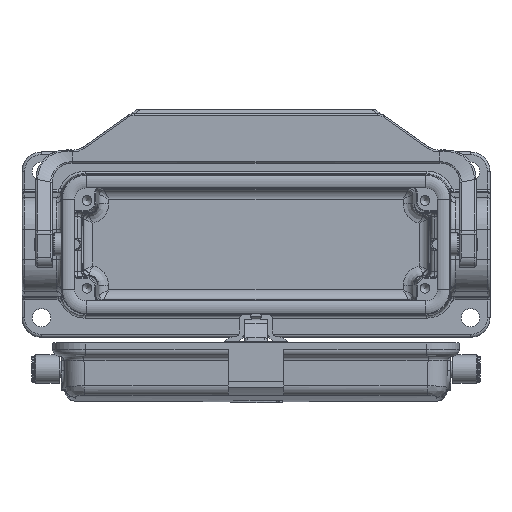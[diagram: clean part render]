
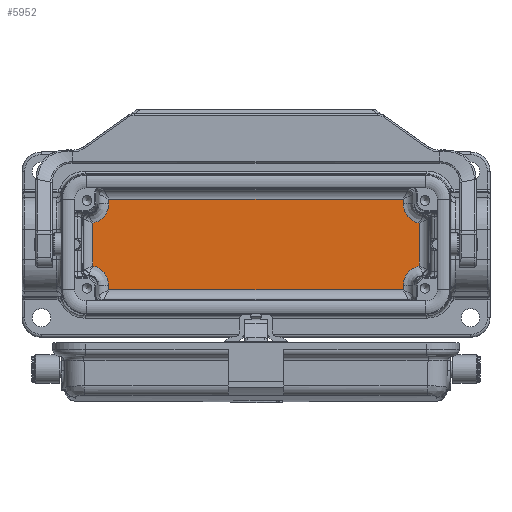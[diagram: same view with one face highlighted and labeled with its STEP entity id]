
A CAD part, top view. The second image highlights one B-rep face of the part: STEP entity #5952.
In plain terms, the highlighted planar face has unit normal (0, 0, 1).
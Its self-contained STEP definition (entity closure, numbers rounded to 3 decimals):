
#5461=ELLIPSE('',#27269,6.003,6.);
#5462=ELLIPSE('',#27270,6.003,6.);
#5463=ELLIPSE('',#27271,6.003,6.);
#5464=ELLIPSE('',#27272,6.003,6.);
#5952=ADVANCED_FACE('',(#7443),#7014,.F.);
#7014=PLANE('',#27273);
#7443=FACE_OUTER_BOUND('',#8413,.T.);
#8413=EDGE_LOOP('',(#10676,#10677,#10678,#10679,#10680,#10681,#10682,#10683,
#10684,#10685,#10686,#10687));
#10676=ORIENTED_EDGE('',*,*,#17576,.T.);
#10677=ORIENTED_EDGE('',*,*,#17577,.T.);
#10678=ORIENTED_EDGE('',*,*,#17578,.T.);
#10679=ORIENTED_EDGE('',*,*,#17579,.T.);
#10680=ORIENTED_EDGE('',*,*,#17580,.T.);
#10681=ORIENTED_EDGE('',*,*,#17581,.T.);
#10682=ORIENTED_EDGE('',*,*,#17582,.T.);
#10683=ORIENTED_EDGE('',*,*,#17583,.T.);
#10684=ORIENTED_EDGE('',*,*,#17584,.T.);
#10685=ORIENTED_EDGE('',*,*,#17585,.T.);
#10686=ORIENTED_EDGE('',*,*,#17586,.T.);
#10687=ORIENTED_EDGE('',*,*,#17587,.T.);
#15848=VERTEX_POINT('',#36899);
#15849=VERTEX_POINT('',#36900);
#15850=VERTEX_POINT('',#36902);
#15851=VERTEX_POINT('',#36904);
#15852=VERTEX_POINT('',#36906);
#15853=VERTEX_POINT('',#36908);
#15854=VERTEX_POINT('',#36910);
#15855=VERTEX_POINT('',#36912);
#15856=VERTEX_POINT('',#36914);
#15857=VERTEX_POINT('',#36916);
#15858=VERTEX_POINT('',#36918);
#15859=VERTEX_POINT('',#36920);
#17576=EDGE_CURVE('',#15848,#15849,#22486,.T.);
#17577=EDGE_CURVE('',#15849,#15850,#22487,.T.);
#17578=EDGE_CURVE('',#15850,#15851,#22488,.T.);
#17579=EDGE_CURVE('',#15851,#15852,#5461,.T.);
#17580=EDGE_CURVE('',#15852,#15853,#22489,.T.);
#17581=EDGE_CURVE('',#15853,#15854,#5462,.T.);
#17582=EDGE_CURVE('',#15854,#15855,#22490,.T.);
#17583=EDGE_CURVE('',#15855,#15856,#22491,.T.);
#17584=EDGE_CURVE('',#15856,#15857,#22492,.T.);
#17585=EDGE_CURVE('',#15857,#15858,#5463,.T.);
#17586=EDGE_CURVE('',#15858,#15859,#22493,.T.);
#17587=EDGE_CURVE('',#15859,#15848,#5464,.T.);
#22486=LINE('',#36898,#23965);
#22487=LINE('',#36901,#23966);
#22488=LINE('',#36903,#23967);
#22489=LINE('',#36907,#23968);
#22490=LINE('',#36911,#23969);
#22491=LINE('',#36913,#23970);
#22492=LINE('',#36915,#23971);
#22493=LINE('',#36919,#23972);
#23965=VECTOR('',#29571,1.);
#23966=VECTOR('',#29572,1.);
#23967=VECTOR('',#29573,1.);
#23968=VECTOR('',#29576,1.);
#23969=VECTOR('',#29579,1.);
#23970=VECTOR('',#29580,1.);
#23971=VECTOR('',#29581,1.);
#23972=VECTOR('',#29584,1.);
#27269=AXIS2_PLACEMENT_3D('',#36905,#29574,#29575);
#27270=AXIS2_PLACEMENT_3D('',#36909,#29577,#29578);
#27271=AXIS2_PLACEMENT_3D('',#36917,#29582,#29583);
#27272=AXIS2_PLACEMENT_3D('',#36921,#29585,#29586);
#27273=AXIS2_PLACEMENT_3D('',#36922,#29587,#29588);
#29571=DIRECTION('',(0.,-1.,0.));
#29572=DIRECTION('',(1.,0.,0.));
#29573=DIRECTION('',(0.,1.,0.));
#29574=DIRECTION('',(0.,0.,-1.));
#29575=DIRECTION('',(-0.832,0.555,0.));
#29576=DIRECTION('',(0.,1.,0.));
#29577=DIRECTION('',(0.,0.,-1.));
#29578=DIRECTION('',(0.832,0.555,0.));
#29579=DIRECTION('',(0.,1.,0.));
#29580=DIRECTION('',(-1.,0.,0.));
#29581=DIRECTION('',(0.,-1.,0.));
#29582=DIRECTION('',(0.,0.,-1.));
#29583=DIRECTION('',(0.832,-0.555,0.));
#29584=DIRECTION('',(0.,-1.,0.));
#29585=DIRECTION('',(0.,0.,-1.));
#29586=DIRECTION('',(-0.832,-0.555,0.));
#29587=DIRECTION('',(0.,0.,-1.));
#29588=DIRECTION('',(-1.,0.,0.));
#36898=CARTESIAN_POINT('',(-45.323,17.75,-40.25));
#36899=CARTESIAN_POINT('',(-45.323,-12.498,-40.25));
#36900=CARTESIAN_POINT('',(-45.323,-13.966,-40.25));
#36901=CARTESIAN_POINT('',(46.746,-13.966,-40.25));
#36902=CARTESIAN_POINT('',(45.323,-13.966,-40.25));
#36903=CARTESIAN_POINT('',(45.323,17.75,-40.25));
#36904=CARTESIAN_POINT('',(45.323,-12.498,-40.25));
#36905=CARTESIAN_POINT('',(51.326,-12.5,-40.25));
#36906=CARTESIAN_POINT('',(50.177,-6.61,-40.25));
#36907=CARTESIAN_POINT('',(50.177,17.75,-40.25));
#36908=CARTESIAN_POINT('',(50.177,6.61,-40.25));
#36909=CARTESIAN_POINT('',(51.326,12.5,-40.25));
#36910=CARTESIAN_POINT('',(45.323,12.498,-40.25));
#36911=CARTESIAN_POINT('',(45.323,17.75,-40.25));
#36912=CARTESIAN_POINT('',(45.323,13.966,-40.25));
#36913=CARTESIAN_POINT('',(-46.746,13.966,-40.25));
#36914=CARTESIAN_POINT('',(-45.323,13.966,-40.25));
#36915=CARTESIAN_POINT('',(-45.323,17.75,-40.25));
#36916=CARTESIAN_POINT('',(-45.323,12.498,-40.25));
#36917=CARTESIAN_POINT('',(-51.326,12.5,-40.25));
#36918=CARTESIAN_POINT('',(-50.177,6.61,-40.25));
#36919=CARTESIAN_POINT('',(-50.177,17.75,-40.25));
#36920=CARTESIAN_POINT('',(-50.177,-6.61,-40.25));
#36921=CARTESIAN_POINT('',(-51.326,-12.5,-40.25));
#36922=CARTESIAN_POINT('',(-55.647,17.75,-40.25));
